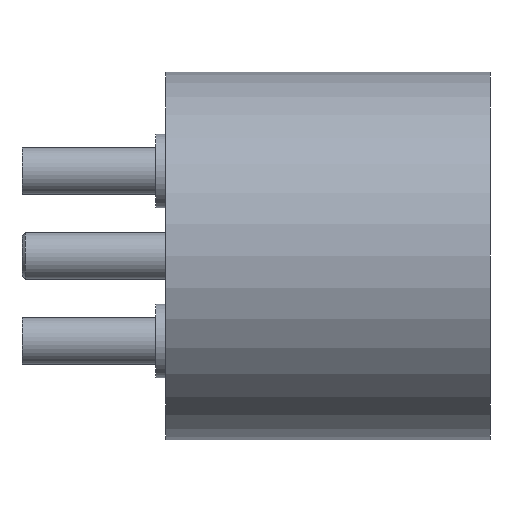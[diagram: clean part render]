
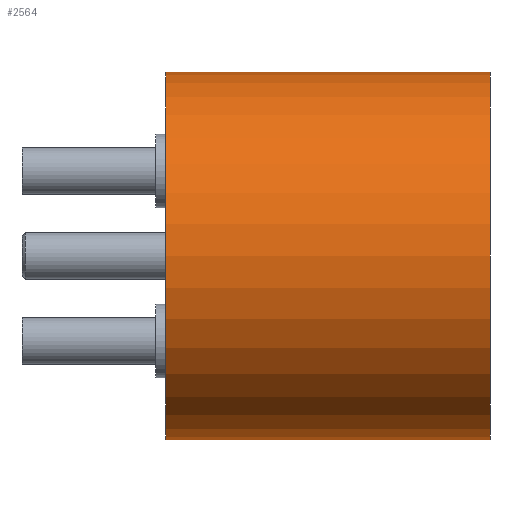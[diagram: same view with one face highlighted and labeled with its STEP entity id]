
A CAD part, front view. The second image highlights one B-rep face of the part: STEP entity #2564.
In plain terms, the highlighted cylindrical face has radius 2.75 mm (diameter 5.5 mm), a partial arc.
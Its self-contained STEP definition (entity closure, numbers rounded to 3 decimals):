
#157 = EDGE_CURVE ( 'NONE', #1394, #308, #1524, .T. ) ;
#202 = EDGE_CURVE ( 'NONE', #308, #2653, #785, .T. ) ;
#220 = ORIENTED_EDGE ( 'NONE', *, *, #368, .T. ) ;
#308 = VERTEX_POINT ( 'NONE', #404 ) ;
#368 = EDGE_CURVE ( 'NONE', #1762, #2653, #1723, .T. ) ;
#404 = CARTESIAN_POINT ( 'NONE',  ( -2.75, 0., 0. ) ) ;
#558 = EDGE_CURVE ( 'NONE', #1394, #1762, #3054, .T. ) ;
#620 = FACE_OUTER_BOUND ( 'NONE', #1377, .T. ) ;
#785 = CIRCLE ( 'NONE', #2474, 2.75 ) ;
#846 = DIRECTION ( 'NONE',  ( 1., 0., 0. ) ) ;
#891 = CARTESIAN_POINT ( 'NONE',  ( 2.75, 0., 0. ) ) ;
#928 = DIRECTION ( 'NONE',  ( 0., 0., 1. ) ) ;
#1066 = CARTESIAN_POINT ( 'NONE',  ( 0., 0., 0. ) ) ;
#1309 = CARTESIAN_POINT ( 'NONE',  ( -2.75, 0., -4.85 ) ) ;
#1377 = EDGE_LOOP ( 'NONE', ( #3015, #2361, #220, #2495 ) ) ;
#1394 = VERTEX_POINT ( 'NONE', #1309 ) ;
#1433 = DIRECTION ( 'NONE',  ( 1., 0., 0. ) ) ;
#1515 = AXIS2_PLACEMENT_3D ( 'NONE', #2188, #928, #1433 ) ;
#1524 = LINE ( 'NONE', #1836, #2270 ) ;
#1694 = DIRECTION ( 'NONE',  ( 1., 0., 0. ) ) ;
#1722 = DIRECTION ( 'NONE',  ( 0., 0., 1. ) ) ;
#1723 = LINE ( 'NONE', #2668, #2610 ) ;
#1724 = AXIS2_PLACEMENT_3D ( 'NONE', #2174, #3122, #1694 ) ;
#1762 = VERTEX_POINT ( 'NONE', #2422 ) ;
#1836 = CARTESIAN_POINT ( 'NONE',  ( -2.75, 0., 0. ) ) ;
#2024 = CYLINDRICAL_SURFACE ( 'NONE', #1515, 2.75 ) ;
#2084 = DIRECTION ( 'NONE',  ( 0., 0., 1. ) ) ;
#2174 = CARTESIAN_POINT ( 'NONE',  ( 0., 0., -4.85 ) ) ;
#2188 = CARTESIAN_POINT ( 'NONE',  ( 0., 0., 0. ) ) ;
#2270 = VECTOR ( 'NONE', #2084, 1000. ) ;
#2317 = DIRECTION ( 'NONE',  ( 0., 0., 1. ) ) ;
#2361 = ORIENTED_EDGE ( 'NONE', *, *, #558, .T. ) ;
#2422 = CARTESIAN_POINT ( 'NONE',  ( 2.75, 0., -4.85 ) ) ;
#2474 = AXIS2_PLACEMENT_3D ( 'NONE', #1066, #2317, #846 ) ;
#2495 = ORIENTED_EDGE ( 'NONE', *, *, #202, .F. ) ;
#2564 = ADVANCED_FACE ( 'NONE', ( #620 ), #2024, .T. ) ;
#2610 = VECTOR ( 'NONE', #1722, 1000. ) ;
#2653 = VERTEX_POINT ( 'NONE', #891 ) ;
#2668 = CARTESIAN_POINT ( 'NONE',  ( 2.75, 0., 0. ) ) ;
#3015 = ORIENTED_EDGE ( 'NONE', *, *, #157, .F. ) ;
#3054 = CIRCLE ( 'NONE', #1724, 2.75 ) ;
#3122 = DIRECTION ( 'NONE',  ( 0., 0., 1. ) ) ;
